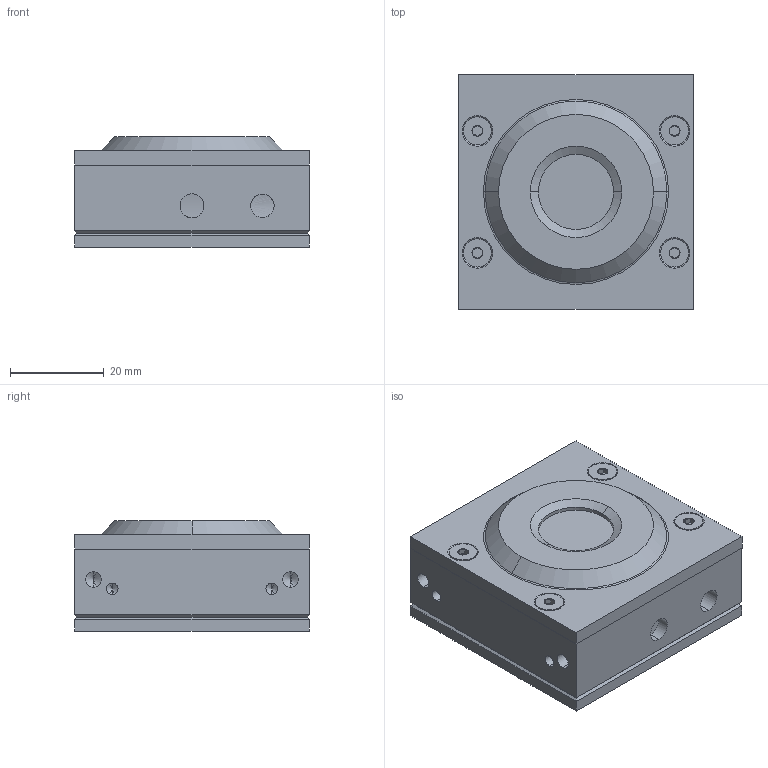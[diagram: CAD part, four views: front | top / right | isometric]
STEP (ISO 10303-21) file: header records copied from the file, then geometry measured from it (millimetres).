
FILE_DESCRIPTION (( 'STEP AP214' ), '1' );
FILE_NAME ('STEP UP19K-15S-QED-D0.STEP', '2018-09-10T15:41:49', ( '' ), ( '' ), 'SwSTEP 2.0', 'SolidWorks 2018', '' );
FILE_SCHEMA (( 'AUTOMOTIVE_DESIGN' ));
Length unit declared in the file: millimetre
Products named in the file (1): STEP UP19K-15S-QED-D0
Bounding box: 50 x 50 x 23.5 mm (x, y, z)
Volume: 52425.4 mm3; surface area: 18055.1 mm2
Topology: 7 solids, 7 shells, 814 faces, 2255 edges, 1459 vertices
Faces by surface type: cylinder 647, cone 89, plane 68, bspline 8, torus 2
Entity records: 46460 total; most frequent: CARTESIAN_POINT 20180, ORIENTED_EDGE 4482, DIRECTION 2814, EDGE_CURVE 2241, VERTEX_POINT 1459, AXIS2_PLACEMENT_3D 1009, EDGE_LOOP 854, UNCERTAINTY_MEASURE_WITH_UNIT 823
